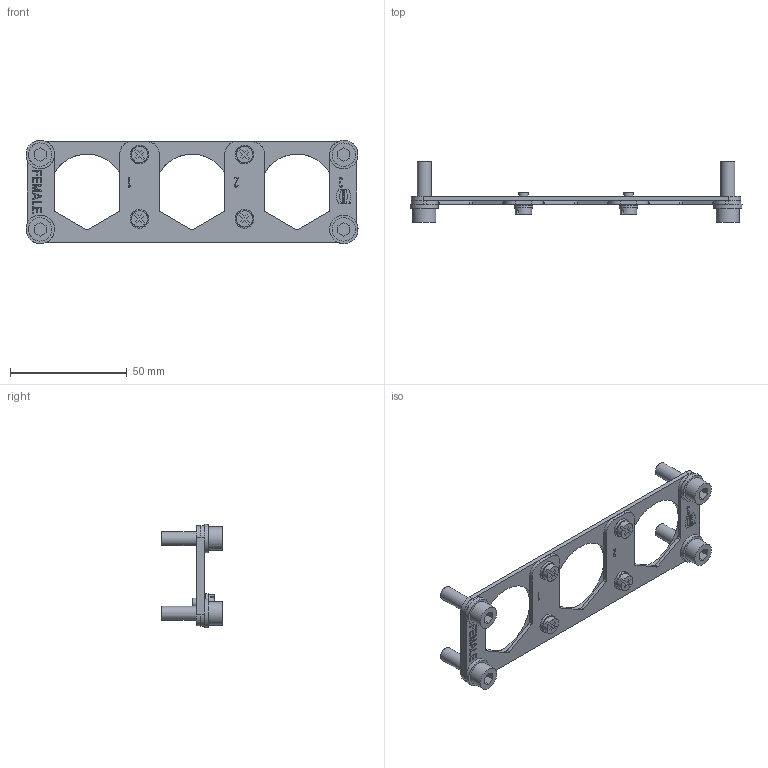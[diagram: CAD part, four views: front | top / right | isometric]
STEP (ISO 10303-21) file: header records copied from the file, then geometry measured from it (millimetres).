
FILE_DESCRIPTION(( 'HARTING HARTING HARTING HARTING HARTING HARTING HARTING HARTING HARTING', 'This Document is valid for Parts No. 09 11 000 9958'),'2;1');
FILE_NAME('MD_09110009958_R411500.stp', '2005-07-21T17:15:58',('ITIS-3'),('HARTING KGaA, D-32339 Espelkamp'), 'I-DEAS Master Series 10','HP-UNIX','Yes');
FILE_SCHEMA(('AUTOMOTIVE_DESIGN { 1 0 10303 214 1 1 1 1 }'));
Length unit declared in the file: millimetre
Products named in the file (1): Han 24HPR-Halterung-F
Bounding box: 142.2 x 26 x 44.2 mm (x, y, z)
Volume: 16631.3 mm3; surface area: 13425.2 mm2
Topology: 1 solids, 5 shells, 442 faces, 1108 edges, 726 vertices
Faces by surface type: bspline 442
Entity records: 13311 total; most frequent: CARTESIAN_POINT 6207, ORIENTED_EDGE 2216, EDGE_CURVE 1108, VERTEX_POINT 726, EDGE_LOOP 506, B_SPLINE_CURVE_WITH_KNOTS 482, FACE_OUTER_BOUND 442, ADVANCED_FACE 442
